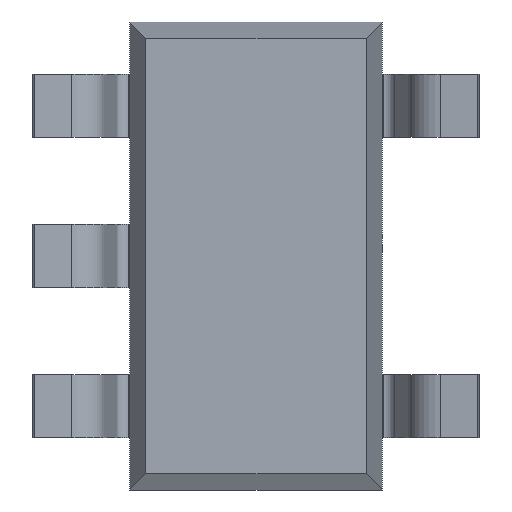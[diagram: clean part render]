
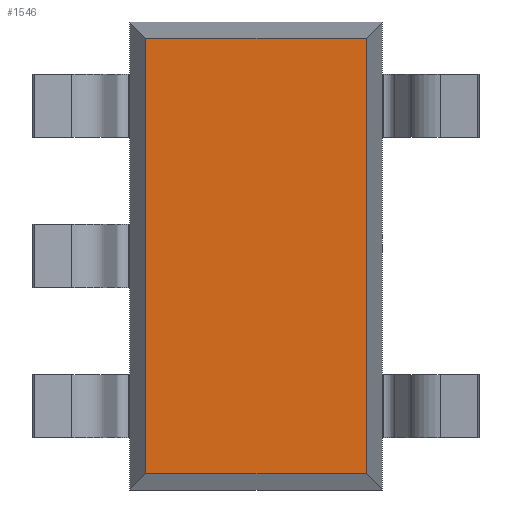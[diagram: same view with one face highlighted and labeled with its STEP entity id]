
A CAD part, front view. The second image highlights one B-rep face of the part: STEP entity #1546.
In plain terms, the highlighted planar face has unit normal (0, -1, 0).
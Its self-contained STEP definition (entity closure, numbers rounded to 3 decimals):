
#8 = CARTESIAN_POINT ( 'NONE',  ( 0.699, 0.15, -1.48 ) ) ;
#40 = EDGE_CURVE ( 'NONE', #1884, #2073, #1155, .T. ) ;
#113 = EDGE_CURVE ( 'NONE', #1031, #1054, #958, .T. ) ;
#278 = EDGE_CURVE ( 'NONE', #2073, #1031, #1207, .T. ) ;
#417 = CARTESIAN_POINT ( 'NONE',  ( 0.699, 0.15, 1.379 ) ) ;
#486 = ORIENTED_EDGE ( 'NONE', *, *, #40, .T. ) ;
#605 = DIRECTION ( 'NONE',  ( 0., 0., 1. ) ) ;
#729 = DIRECTION ( 'NONE',  ( 1., 0., 0. ) ) ;
#760 = ORIENTED_EDGE ( 'NONE', *, *, #2487, .T. ) ;
#823 = VECTOR ( 'NONE', #729, 1000. ) ;
#871 = AXIS2_PLACEMENT_3D ( 'NONE', #1902, #2051, #1103 ) ;
#958 = LINE ( 'NONE', #1740, #1122 ) ;
#1031 = VERTEX_POINT ( 'NONE', #417 ) ;
#1054 = VERTEX_POINT ( 'NONE', #1582 ) ;
#1103 = DIRECTION ( 'NONE',  ( 0., 0., -1. ) ) ;
#1116 = PLANE ( 'NONE',  #871 ) ;
#1122 = VECTOR ( 'NONE', #1126, 1000. ) ;
#1126 = DIRECTION ( 'NONE',  ( -1., 0., 0. ) ) ;
#1155 = LINE ( 'NONE', #1168, #823 ) ;
#1168 = CARTESIAN_POINT ( 'NONE',  ( -0.8, 0.15, -1.379 ) ) ;
#1207 = LINE ( 'NONE', #8, #1242 ) ;
#1242 = VECTOR ( 'NONE', #605, 1000. ) ;
#1481 = LINE ( 'NONE', #2050, #1696 ) ;
#1546 = ADVANCED_FACE ( 'NONE', ( #2264 ), #1116, .T. ) ;
#1582 = CARTESIAN_POINT ( 'NONE',  ( -0.699, 0.15, 1.379 ) ) ;
#1650 = DIRECTION ( 'NONE',  ( 0., 0., -1. ) ) ;
#1696 = VECTOR ( 'NONE', #1650, 1000. ) ;
#1740 = CARTESIAN_POINT ( 'NONE',  ( 0.8, 0.15, 1.379 ) ) ;
#1856 = CARTESIAN_POINT ( 'NONE',  ( 0.699, 0.15, -1.379 ) ) ;
#1884 = VERTEX_POINT ( 'NONE', #2564 ) ;
#1902 = CARTESIAN_POINT ( 'NONE',  ( 0., 0.15, 0. ) ) ;
#1907 = EDGE_LOOP ( 'NONE', ( #486, #2094, #2026, #760 ) ) ;
#2026 = ORIENTED_EDGE ( 'NONE', *, *, #113, .T. ) ;
#2050 = CARTESIAN_POINT ( 'NONE',  ( -0.699, 0.15, 1.48 ) ) ;
#2051 = DIRECTION ( 'NONE',  ( 0., -1., 0. ) ) ;
#2073 = VERTEX_POINT ( 'NONE', #1856 ) ;
#2094 = ORIENTED_EDGE ( 'NONE', *, *, #278, .T. ) ;
#2264 = FACE_OUTER_BOUND ( 'NONE', #1907, .T. ) ;
#2487 = EDGE_CURVE ( 'NONE', #1054, #1884, #1481, .T. ) ;
#2564 = CARTESIAN_POINT ( 'NONE',  ( -0.699, 0.15, -1.379 ) ) ;
